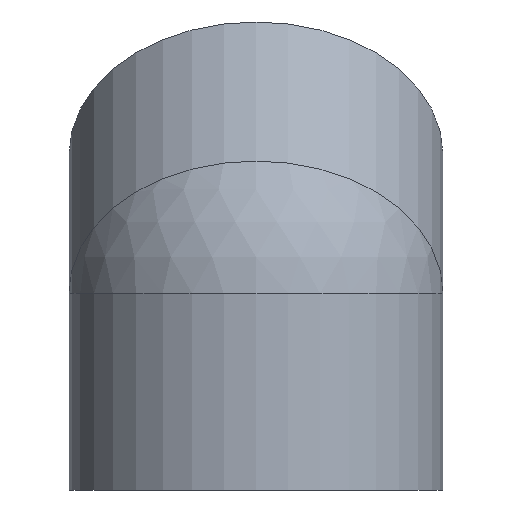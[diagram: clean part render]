
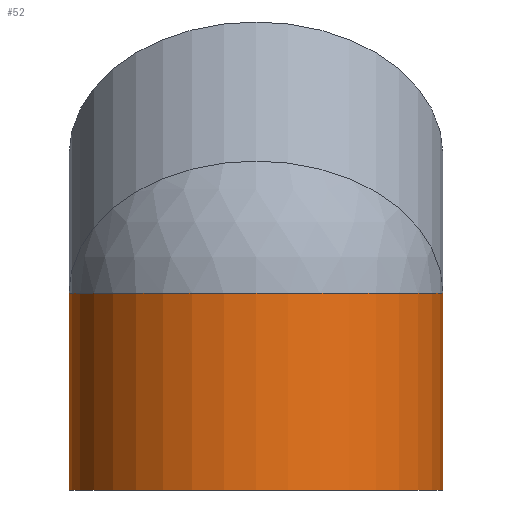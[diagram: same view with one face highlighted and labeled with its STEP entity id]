
A CAD part, left-side view. The second image highlights one B-rep face of the part: STEP entity #52.
In plain terms, the highlighted cylindrical face has radius 67.5 mm (diameter 135 mm), a full revolution.
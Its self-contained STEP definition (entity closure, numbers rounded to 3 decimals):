
#52 = ADVANCED_FACE( '', ( #108, #109 ), #110, .T. );
#108 = FACE_OUTER_BOUND( '', #161, .T. );
#109 = FACE_OUTER_BOUND( '', #162, .T. );
#110 = CYLINDRICAL_SURFACE( '', #163, 67.5 );
#161 = EDGE_LOOP( '', ( #227 ) );
#162 = EDGE_LOOP( '', ( #228, #229 ) );
#163 = AXIS2_PLACEMENT_3D( '', #230, #231, #232 );
#227 = ORIENTED_EDGE( '', *, *, #273, .T. );
#228 = ORIENTED_EDGE( '', *, *, #255, .F. );
#229 = ORIENTED_EDGE( '', *, *, #271, .F. );
#230 = CARTESIAN_POINT( '', ( 0., 0., 28. ) );
#231 = DIRECTION( '', ( 0., 0., 1. ) );
#232 = DIRECTION( '', ( -1., 0., 0. ) );
#255 = EDGE_CURVE( '', #282, #281, #284, .F. );
#271 = EDGE_CURVE( '', #281, #282, #308, .T. );
#273 = EDGE_CURVE( '', #310, #310, #311, .T. );
#281 = VERTEX_POINT( '', #319 );
#282 = VERTEX_POINT( '', #320 );
#284 = ELLIPSE( '', #322, 73.061, 67.5 );
#308 = CIRCLE( '', #346, 67.5 );
#310 = VERTEX_POINT( '', #348 );
#311 = CIRCLE( '', #349, 67.5 );
#319 = CARTESIAN_POINT( '', ( 0., 67.5, 28. ) );
#320 = CARTESIAN_POINT( '', ( 0., -67.5, 28. ) );
#322 = AXIS2_PLACEMENT_3D( '', #360, #361, #362 );
#346 = AXIS2_PLACEMENT_3D( '', #387, #388, #389 );
#348 = CARTESIAN_POINT( '', ( 67.5, 0., -43. ) );
#349 = AXIS2_PLACEMENT_3D( '', #390, #391, #392 );
#360 = CARTESIAN_POINT( '', ( 0., 0., 28. ) );
#361 = DIRECTION( '', ( -0.383, 0., -0.924 ) );
#362 = DIRECTION( '', ( 0.924, 0., -0.383 ) );
#387 = CARTESIAN_POINT( '', ( 0., 0., 28. ) );
#388 = DIRECTION( '', ( 0., 0., 1. ) );
#389 = DIRECTION( '', ( 1., 0., 0. ) );
#390 = CARTESIAN_POINT( '', ( 0., 0., -43. ) );
#391 = DIRECTION( '', ( 0., 0., 1. ) );
#392 = DIRECTION( '', ( 1., 0., 0. ) );
